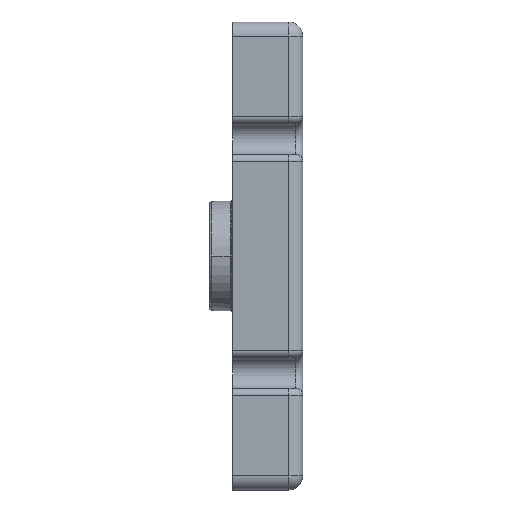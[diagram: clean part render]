
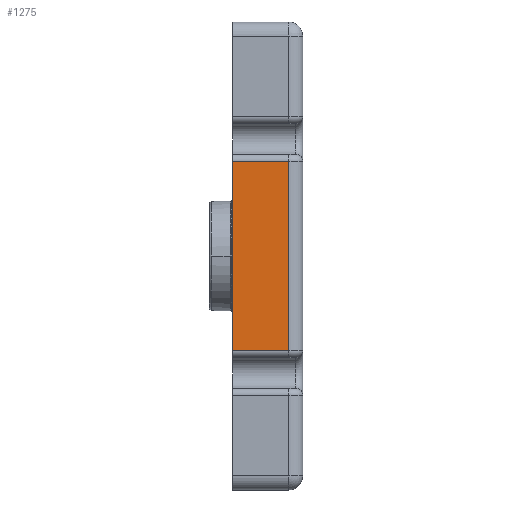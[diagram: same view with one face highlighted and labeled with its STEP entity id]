
A CAD part, left-side view. The second image highlights one B-rep face of the part: STEP entity #1275.
In plain terms, the highlighted planar face has unit normal (-1, 0, 0).
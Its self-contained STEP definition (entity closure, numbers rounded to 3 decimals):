
#63 = VERTEX_POINT ( 'NONE', #1403 ) ;
#81 = CARTESIAN_POINT ( 'NONE',  ( -50., -12., -20.2 ) ) ;
#151 = ORIENTED_EDGE ( 'NONE', *, *, #3557, .T. ) ;
#309 = CARTESIAN_POINT ( 'NONE',  ( -50., -6., 20.2 ) ) ;
#488 = CARTESIAN_POINT ( 'NONE',  ( -50., -12., 0. ) ) ;
#536 = EDGE_CURVE ( 'NONE', #4250, #63, #1151, .T. ) ;
#1151 = LINE ( 'NONE', #1925, #1313 ) ;
#1275 = ADVANCED_FACE ( 'NONE', ( #2571 ), #2198, .T. ) ;
#1313 = VECTOR ( 'NONE', #3405, 1000. ) ;
#1403 = CARTESIAN_POINT ( 'NONE',  ( -50., 0., -20.2 ) ) ;
#1464 = ORIENTED_EDGE ( 'NONE', *, *, #3084, .T. ) ;
#1553 = VECTOR ( 'NONE', #3634, 1000. ) ;
#1842 = VERTEX_POINT ( 'NONE', #2701 ) ;
#1925 = CARTESIAN_POINT ( 'NONE',  ( -50., -6., -20.2 ) ) ;
#1951 = EDGE_LOOP ( 'NONE', ( #151, #1464, #2065, #3859 ) ) ;
#2065 = ORIENTED_EDGE ( 'NONE', *, *, #536, .F. ) ;
#2198 = PLANE ( 'NONE',  #2211 ) ;
#2211 = AXIS2_PLACEMENT_3D ( 'NONE', #3270, #3978, #4333 ) ;
#2480 = LINE ( 'NONE', #488, #1553 ) ;
#2571 = FACE_OUTER_BOUND ( 'NONE', #1951, .T. ) ;
#2701 = CARTESIAN_POINT ( 'NONE',  ( -50., -12., 20.2 ) ) ;
#2773 = EDGE_CURVE ( 'NONE', #1842, #4250, #2480, .T. ) ;
#3067 = LINE ( 'NONE', #309, #4259 ) ;
#3084 = EDGE_CURVE ( 'NONE', #3952, #63, #4207, .T. ) ;
#3270 = CARTESIAN_POINT ( 'NONE',  ( -50., 0., -47. ) ) ;
#3405 = DIRECTION ( 'NONE',  ( 0., 1., 0. ) ) ;
#3492 = VECTOR ( 'NONE', #4217, 1000. ) ;
#3557 = EDGE_CURVE ( 'NONE', #1842, #3952, #3067, .T. ) ;
#3634 = DIRECTION ( 'NONE',  ( 0., 0., -1. ) ) ;
#3859 = ORIENTED_EDGE ( 'NONE', *, *, #2773, .F. ) ;
#3879 = CARTESIAN_POINT ( 'NONE',  ( -50., 0., 20.2 ) ) ;
#3952 = VERTEX_POINT ( 'NONE', #3879 ) ;
#3978 = DIRECTION ( 'NONE',  ( -1., 0., 0. ) ) ;
#4114 = DIRECTION ( 'NONE',  ( 0., 1., 0. ) ) ;
#4174 = CARTESIAN_POINT ( 'NONE',  ( -50., 0., 47. ) ) ;
#4207 = LINE ( 'NONE', #4174, #3492 ) ;
#4217 = DIRECTION ( 'NONE',  ( 0., 0., -1. ) ) ;
#4250 = VERTEX_POINT ( 'NONE', #81 ) ;
#4259 = VECTOR ( 'NONE', #4114, 1000. ) ;
#4333 = DIRECTION ( 'NONE',  ( 0., 0., -1. ) ) ;
